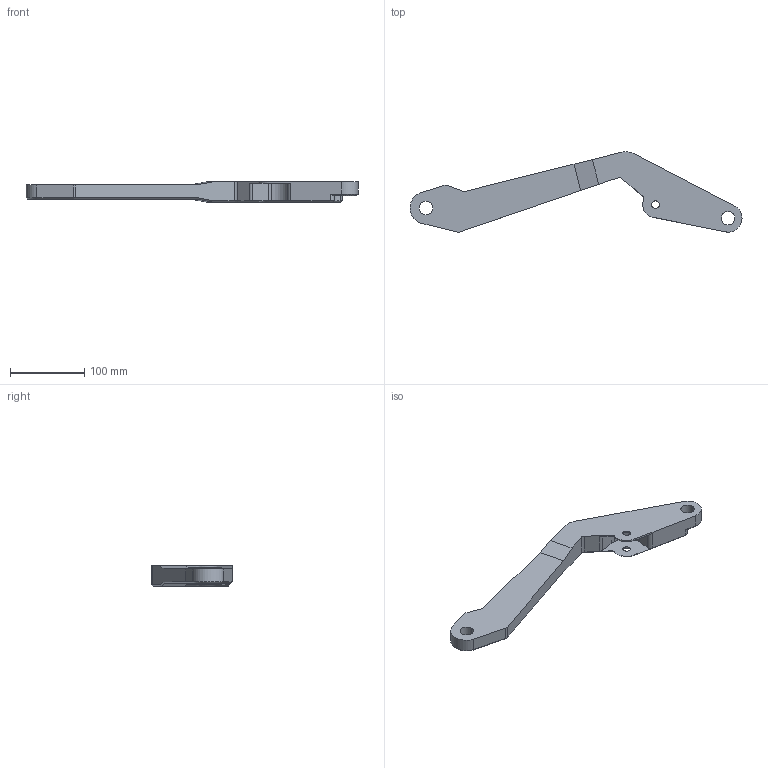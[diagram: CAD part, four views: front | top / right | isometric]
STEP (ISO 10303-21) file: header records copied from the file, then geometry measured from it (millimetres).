
FILE_DESCRIPTION (( 'STEP AP214' ), '1' );
FILE_NAME ('Bras supperieur Assemblage SUPPORT.STEP', '2019-01-26T18:03:06', ( '' ), ( '' ), 'SwSTEP 2.0', 'SolidWorks 2018', '' );
FILE_SCHEMA (( 'AUTOMOTIVE_DESIGN' ));
Length unit declared in the file: millimetre
Products named in the file (1): Bras supperieur Assemblage SUPPORT
Bounding box: 445.81 x 108.06 x 28 mm (x, y, z)
Volume: 394243.3 mm3; surface area: 71270.3 mm2
Topology: 1 solids, 1 shells, 136 faces, 350 edges, 218 vertices
Faces by surface type: cylinder 57, plane 44, torus 19, cone 16
Entity records: 4249 total; most frequent: CARTESIAN_POINT 814, DIRECTION 760, ORIENTED_EDGE 700, EDGE_CURVE 350, AXIS2_PLACEMENT_3D 296, VERTEX_POINT 218, VECTOR 168, LINE 168
